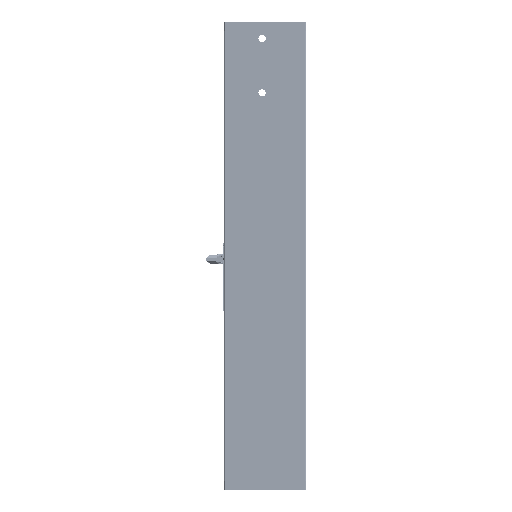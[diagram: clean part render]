
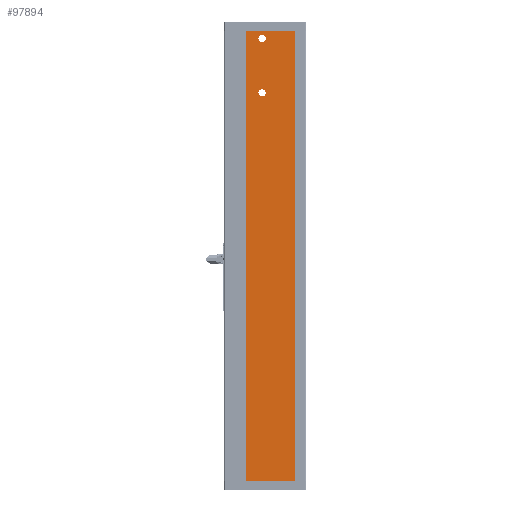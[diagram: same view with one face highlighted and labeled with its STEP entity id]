
A CAD part, left-side view. The second image highlights one B-rep face of the part: STEP entity #97894.
In plain terms, the highlighted planar face has unit normal (-1, 0, 0).
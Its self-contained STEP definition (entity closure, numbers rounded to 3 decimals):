
#762 = VERTEX_POINT ( 'NONE', #76060 ) ;
#970 = ORIENTED_EDGE ( 'NONE', *, *, #190723, .T. ) ;
#5090 = DIRECTION ( 'NONE',  ( 0., 0., 1. ) ) ;
#9899 = CARTESIAN_POINT ( 'NONE',  ( 0., -65.4, 990. ) ) ;
#11111 = EDGE_LOOP ( 'NONE', ( #69871, #145776, #970, #125811 ) ) ;
#12527 = LINE ( 'NONE', #183377, #56434 ) ;
#19557 = CARTESIAN_POINT ( 'NONE',  ( 0., -65.4, 990. ) ) ;
#20634 = ORIENTED_EDGE ( 'NONE', *, *, #138014, .F. ) ;
#22965 = DIRECTION ( 'NONE',  ( 0., 0., 1. ) ) ;
#26821 = CARTESIAN_POINT ( 'NONE',  ( 0., -90., 990. ) ) ;
#34055 = CARTESIAN_POINT ( 'NONE',  ( 0., 6.5, 974. ) ) ;
#46086 = EDGE_CURVE ( 'NONE', #78067, #177411, #146629, .T. ) ;
#49838 = EDGE_LOOP ( 'NONE', ( #20634 ) ) ;
#50521 = DIRECTION ( 'NONE',  ( 0., -1., 0. ) ) ;
#55844 = AXIS2_PLACEMENT_3D ( 'NONE', #109760, #112694, #5090 ) ;
#56434 = VECTOR ( 'NONE', #50521, 1000. ) ;
#65194 = CIRCLE ( 'NONE', #55844, 8. ) ;
#65909 = EDGE_CURVE ( 'NONE', #129160, #129160, #149350, .T. ) ;
#66207 = CARTESIAN_POINT ( 'NONE',  ( 0., 40.9, 990. ) ) ;
#68563 = CARTESIAN_POINT ( 'NONE',  ( 0., 6.5, 982. ) ) ;
#69871 = ORIENTED_EDGE ( 'NONE', *, *, #115496, .F. ) ;
#76060 = CARTESIAN_POINT ( 'NONE',  ( 0., 6.5, 862. ) ) ;
#78067 = VERTEX_POINT ( 'NONE', #130991 ) ;
#78202 = DIRECTION ( 'NONE',  ( 0., 0., 1. ) ) ;
#79009 = CARTESIAN_POINT ( 'NONE',  ( 0., -90., 990. ) ) ;
#91539 = EDGE_LOOP ( 'NONE', ( #171388 ) ) ;
#92421 = VECTOR ( 'NONE', #113620, 1000. ) ;
#97894 = ADVANCED_FACE ( 'NONE', ( #191851, #98260, #102137 ), #157836, .F. ) ;
#98260 = FACE_BOUND ( 'NONE', #49838, .T. ) ;
#102137 = FACE_OUTER_BOUND ( 'NONE', #11111, .T. ) ;
#109760 = CARTESIAN_POINT ( 'NONE',  ( 0., 6.5, 854. ) ) ;
#110235 = LINE ( 'NONE', #79009, #145341 ) ;
#112694 = DIRECTION ( 'NONE',  ( -1., 0., 0. ) ) ;
#113620 = DIRECTION ( 'NONE',  ( 0., 0., 1. ) ) ;
#115496 = EDGE_CURVE ( 'NONE', #177411, #155305, #110235, .T. ) ;
#116825 = DIRECTION ( 'NONE',  ( 1., 0., 0. ) ) ;
#125811 = ORIENTED_EDGE ( 'NONE', *, *, #163092, .T. ) ;
#129160 = VERTEX_POINT ( 'NONE', #68563 ) ;
#130991 = CARTESIAN_POINT ( 'NONE',  ( 0., 40.9, 0. ) ) ;
#138014 = EDGE_CURVE ( 'NONE', #762, #762, #65194, .T. ) ;
#143896 = LINE ( 'NONE', #9899, #92421 ) ;
#145287 = VECTOR ( 'NONE', #78202, 1000. ) ;
#145341 = VECTOR ( 'NONE', #184401, 1000. ) ;
#145776 = ORIENTED_EDGE ( 'NONE', *, *, #46086, .F. ) ;
#146629 = LINE ( 'NONE', #191412, #145287 ) ;
#149350 = CIRCLE ( 'NONE', #186762, 8. ) ;
#155305 = VERTEX_POINT ( 'NONE', #19557 ) ;
#157836 = PLANE ( 'NONE',  #169009 ) ;
#158812 = DIRECTION ( 'NONE',  ( 0., 0., -1. ) ) ;
#163092 = EDGE_CURVE ( 'NONE', #177945, #155305, #143896, .T. ) ;
#169009 = AXIS2_PLACEMENT_3D ( 'NONE', #26821, #116825, #158812 ) ;
#170024 = CARTESIAN_POINT ( 'NONE',  ( 0., -65.4, 0. ) ) ;
#171388 = ORIENTED_EDGE ( 'NONE', *, *, #65909, .F. ) ;
#172479 = DIRECTION ( 'NONE',  ( -1., 0., 0. ) ) ;
#177411 = VERTEX_POINT ( 'NONE', #66207 ) ;
#177945 = VERTEX_POINT ( 'NONE', #170024 ) ;
#183377 = CARTESIAN_POINT ( 'NONE',  ( 0., -90., 0. ) ) ;
#184401 = DIRECTION ( 'NONE',  ( 0., -1., 0. ) ) ;
#186762 = AXIS2_PLACEMENT_3D ( 'NONE', #34055, #172479, #22965 ) ;
#190723 = EDGE_CURVE ( 'NONE', #78067, #177945, #12527, .T. ) ;
#191412 = CARTESIAN_POINT ( 'NONE',  ( 0., 40.9, 0. ) ) ;
#191851 = FACE_BOUND ( 'NONE', #91539, .T. ) ;
